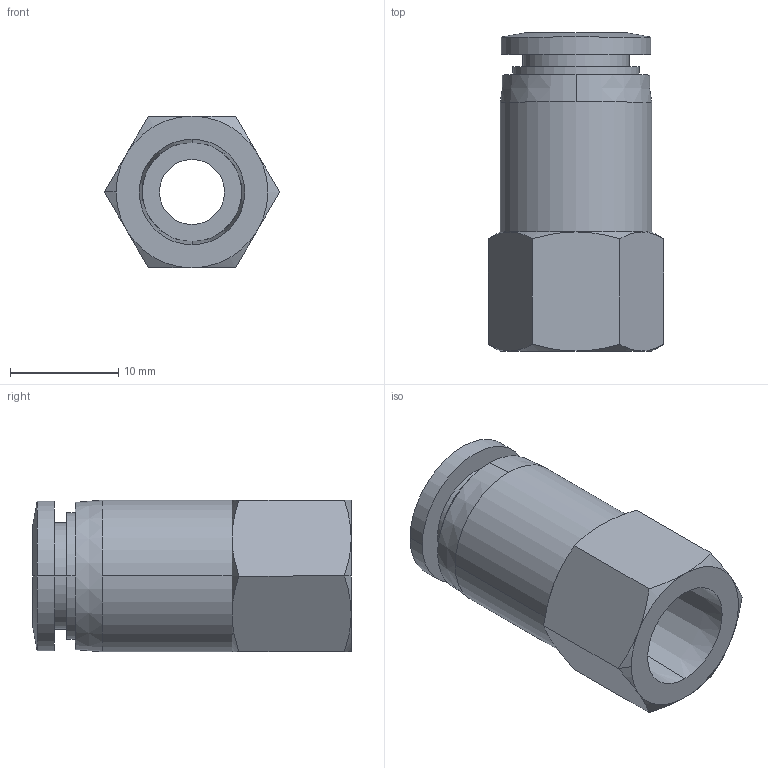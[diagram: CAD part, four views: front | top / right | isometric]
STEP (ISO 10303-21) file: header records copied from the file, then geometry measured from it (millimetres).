
FILE_DESCRIPTION (( 'STEP AP214' ), '1' );
FILE_NAME ('FS8M-18R.step', '2016-02-24T20:33:49', ( '' ), ( '' ), 'SwSTEP 2.0', 'SolidWorks 2015', '' );
FILE_SCHEMA (( 'AUTOMOTIVE_DESIGN' ));
Length unit declared in the file: inch
Products named in the file (1): FS8M-18R
Bounding box: 16.17 x 29.4 x 14 mm (x, y, z)
Volume: 2847.9 mm3; surface area: 2483.3 mm2
Topology: 1 solids, 1 shells, 47 faces, 101 edges, 61 vertices
Faces by surface type: cone 20, plane 13, cylinder 12, torus 2
Entity records: 2001 total; most frequent: CARTESIAN_POINT 330, DIRECTION 224, ORIENTED_EDGE 202, EDGE_CURVE 101, AXIS2_PLACEMENT_3D 99, VERTEX_POINT 61, EDGE_LOOP 54, CIRCLE 51
